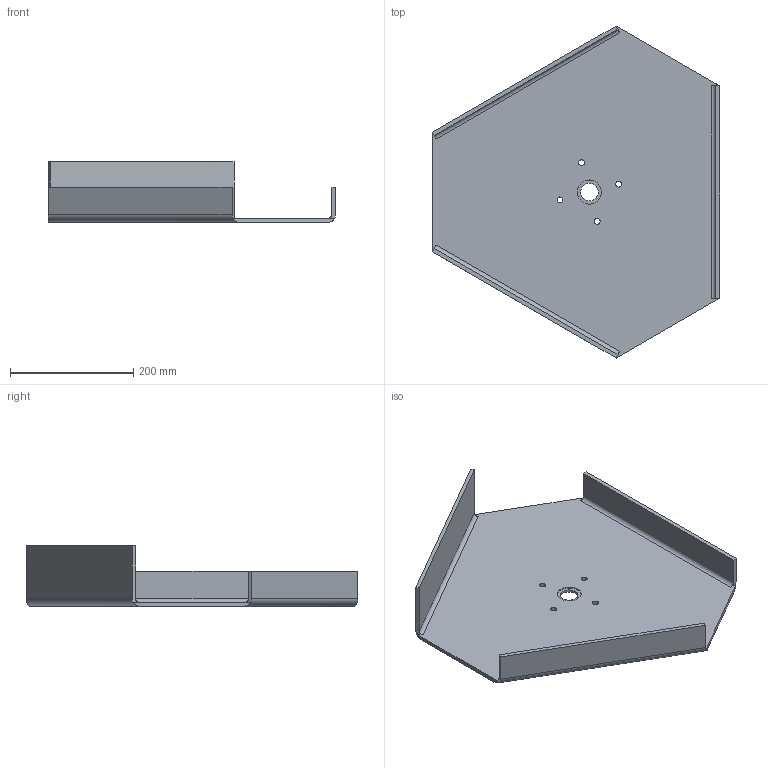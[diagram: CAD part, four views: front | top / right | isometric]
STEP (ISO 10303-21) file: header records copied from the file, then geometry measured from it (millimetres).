
FILE_DESCRIPTION(/* description */ (''),/* implementation_level */ '2;1');
FILE_NAME(/* name */ 'PART_22_2.stp',/* time_stamp */ '2017-01-08T14:34:20-05:00',/* author */ ('jeff1'),/* organization */ (''),/* preprocessor_version */ 'ST-DEVELOPER v16.5',/* originating_system */ 'Autodesk Inventor 2017',/* authorisation */ '');
FILE_SCHEMA (('AUTOMOTIVE_DESIGN { 1 0 10303 214 3 1 1 }'));
Length unit declared in the file: inch
Products named in the file (1): PART_22_2
Bounding box: 466.96 x 539.2 x 98.42 mm (x, y, z)
Volume: 1557846.8 mm3; surface area: 505086.8 mm2
Topology: 1 solids, 1 shells, 33 faces, 90 edges, 60 vertices
Faces by surface type: plane 21, cylinder 12
Full cylindrical faces by diameter (mm): 9.525 x4, 28.575 x1, 39.167 x1
Entity records: 1076 total; most frequent: DIRECTION 182, CARTESIAN_POINT 178, ORIENTED_EDGE 168, EDGE_CURVE 84, AXIS2_PLACEMENT_3D 64, VERTEX_POINT 60, LINE 54, VECTOR 54
